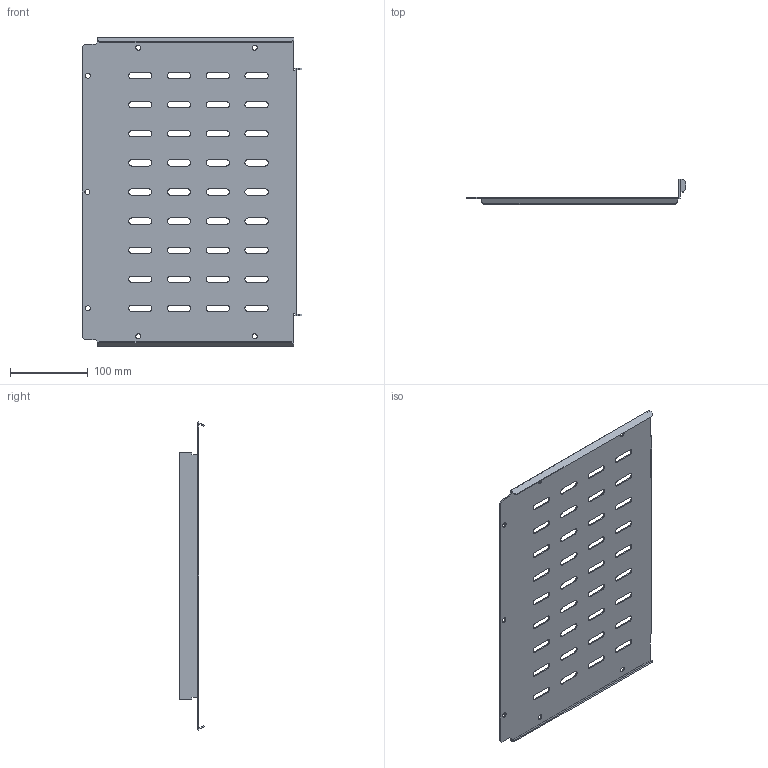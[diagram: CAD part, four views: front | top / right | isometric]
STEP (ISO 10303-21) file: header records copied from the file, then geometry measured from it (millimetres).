
FILE_DESCRIPTION (( 'STEP AP203' ), '1' );
FILE_NAME ('FO-00-SWFC-040 FORMAT Ïåðåãîðîäêà ñåêö. çàäíÿÿ âåðò. êàá. îòñåêà 400 IEK.STEP', '2024-07-30T10:09:31', ( '' ), ( '' ), 'SwSTEP 2.0', 'SolidWorks 2022', '' );
FILE_SCHEMA (( 'CONFIG_CONTROL_DESIGN' ));
Length unit declared in the file: millimetre
Products named in the file (1): FO-00-SWFC-040 FORMAT Перегородка секц. задняя верт. каб. отсека 400 IEK
Bounding box: 283.5 x 31.66 x 397.2 mm (x, y, z)
Volume: 167759.5 mm3; surface area: 229800.5 mm2
Topology: 1 solids, 1 shells, 220 faces, 654 edges, 436 vertices
Faces by surface type: plane 134, cylinder 86
Entity records: 7639 total; most frequent: CARTESIAN_POINT 1311, ORIENTED_EDGE 1308, DIRECTION 1268, EDGE_CURVE 654, VECTOR 482, LINE 482, VERTEX_POINT 436, AXIS2_PLACEMENT_3D 393
